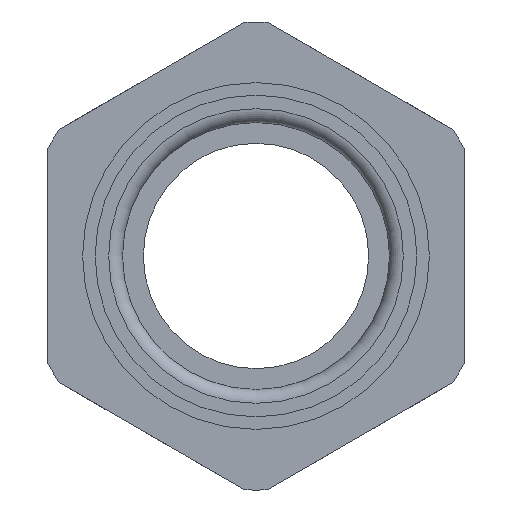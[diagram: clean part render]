
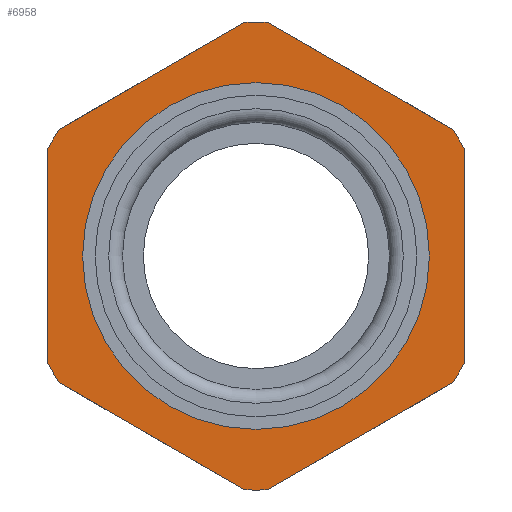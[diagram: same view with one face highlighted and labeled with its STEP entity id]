
A CAD part, front view. The second image highlights one B-rep face of the part: STEP entity #6958.
In plain terms, the highlighted planar face has unit normal (0, -1, 0).
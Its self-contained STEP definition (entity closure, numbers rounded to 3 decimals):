
#37 = DIRECTION ( 'NONE',  ( 0., -1., 0. ) ) ;
#151 = VERTEX_POINT ( 'NONE', #3657 ) ;
#173 = AXIS2_PLACEMENT_3D ( 'NONE', #2031, #5232, #2459 ) ;
#208 = AXIS2_PLACEMENT_3D ( 'NONE', #1660, #37, #6013 ) ;
#295 = CARTESIAN_POINT ( 'NONE',  ( 12., -6.35, 6.185 ) ) ;
#304 = ORIENTED_EDGE ( 'NONE', *, *, #4180, .T. ) ;
#349 = EDGE_LOOP ( 'NONE', ( #1558 ) ) ;
#423 = DIRECTION ( 'NONE',  ( 0., 0., -1. ) ) ;
#437 = CIRCLE ( 'NONE', #208, 13.5 ) ;
#497 = DIRECTION ( 'NONE',  ( 0., -1., 0. ) ) ;
#633 = CARTESIAN_POINT ( 'NONE',  ( -12., -6.35, 6.185 ) ) ;
#718 = CARTESIAN_POINT ( 'NONE',  ( 0., -6.35, 0. ) ) ;
#745 = VERTEX_POINT ( 'NONE', #633 ) ;
#854 = VERTEX_POINT ( 'NONE', #2925 ) ;
#861 = VERTEX_POINT ( 'NONE', #4968 ) ;
#878 = VERTEX_POINT ( 'NONE', #3469 ) ;
#915 = ORIENTED_EDGE ( 'NONE', *, *, #3612, .T. ) ;
#923 = DIRECTION ( 'NONE',  ( 0., -1., 0. ) ) ;
#1008 = CARTESIAN_POINT ( 'NONE',  ( 0., -6.35, 0. ) ) ;
#1018 = ORIENTED_EDGE ( 'NONE', *, *, #4565, .T. ) ;
#1094 = AXIS2_PLACEMENT_3D ( 'NONE', #718, #3278, #3437 ) ;
#1097 = FACE_BOUND ( 'NONE', #349, .T. ) ;
#1164 = DIRECTION ( 'NONE',  ( 0.866, 0., -0.5 ) ) ;
#1199 = VERTEX_POINT ( 'NONE', #5474 ) ;
#1318 = CIRCLE ( 'NONE', #4695, 13.5 ) ;
#1332 = VECTOR ( 'NONE', #4120, 1000. ) ;
#1335 = DIRECTION ( 'NONE',  ( 0., 0., -1. ) ) ;
#1442 = AXIS2_PLACEMENT_3D ( 'NONE', #3779, #6584, #5407 ) ;
#1522 = ORIENTED_EDGE ( 'NONE', *, *, #3579, .T. ) ;
#1558 = ORIENTED_EDGE ( 'NONE', *, *, #2586, .F. ) ;
#1660 = CARTESIAN_POINT ( 'NONE',  ( 0., -6.35, 0. ) ) ;
#1754 = AXIS2_PLACEMENT_3D ( 'NONE', #3282, #497, #2643 ) ;
#1868 = VERTEX_POINT ( 'NONE', #295 ) ;
#1883 = CARTESIAN_POINT ( 'NONE',  ( 12., -6.35, -6.185 ) ) ;
#1954 = LINE ( 'NONE', #6786, #1332 ) ;
#1999 = LINE ( 'NONE', #3034, #5254 ) ;
#2031 = CARTESIAN_POINT ( 'NONE',  ( 0., -6.35, 0. ) ) ;
#2078 = EDGE_LOOP ( 'NONE', ( #5185, #3781, #4658, #3817, #915, #1522, #4875, #6072, #5450, #5404, #1018, #304 ) ) ;
#2111 = CARTESIAN_POINT ( 'NONE',  ( 0., -6.35, 13.856 ) ) ;
#2376 = DIRECTION ( 'NONE',  ( 0., -1., 0. ) ) ;
#2406 = CARTESIAN_POINT ( 'NONE',  ( 0., -6.35, 0. ) ) ;
#2426 = EDGE_CURVE ( 'NONE', #2937, #2684, #3443, .T. ) ;
#2459 = DIRECTION ( 'NONE',  ( 0., 0., -1. ) ) ;
#2586 = EDGE_CURVE ( 'NONE', #1199, #1199, #3226, .T. ) ;
#2643 = DIRECTION ( 'NONE',  ( 0., 0., 1. ) ) ;
#2684 = VERTEX_POINT ( 'NONE', #1883 ) ;
#2925 = CARTESIAN_POINT ( 'NONE',  ( -11.356, -6.35, 7.3 ) ) ;
#2937 = VERTEX_POINT ( 'NONE', #3017 ) ;
#2971 = DIRECTION ( 'NONE',  ( -0.866, 0., -0.5 ) ) ;
#2996 = EDGE_CURVE ( 'NONE', #861, #3025, #1318, .T. ) ;
#3017 = CARTESIAN_POINT ( 'NONE',  ( 11.356, -6.35, -7.3 ) ) ;
#3025 = VERTEX_POINT ( 'NONE', #5144 ) ;
#3034 = CARTESIAN_POINT ( 'NONE',  ( -12., -6.35, -6.928 ) ) ;
#3098 = LINE ( 'NONE', #3675, #5067 ) ;
#3109 = VERTEX_POINT ( 'NONE', #3663 ) ;
#3226 = CIRCLE ( 'NONE', #1754, 9.28 ) ;
#3227 = CIRCLE ( 'NONE', #1094, 13.5 ) ;
#3235 = CARTESIAN_POINT ( 'NONE',  ( 0., -6.35, -13.856 ) ) ;
#3278 = DIRECTION ( 'NONE',  ( 0., -1., 0. ) ) ;
#3282 = CARTESIAN_POINT ( 'NONE',  ( 0., -6.35, 0. ) ) ;
#3349 = EDGE_CURVE ( 'NONE', #4087, #878, #5992, .T. ) ;
#3362 = EDGE_CURVE ( 'NONE', #3025, #854, #5632, .T. ) ;
#3437 = DIRECTION ( 'NONE',  ( 0., 0., -1. ) ) ;
#3443 = CIRCLE ( 'NONE', #173, 13.5 ) ;
#3446 = CIRCLE ( 'NONE', #5593, 13.5 ) ;
#3469 = CARTESIAN_POINT ( 'NONE',  ( -0.644, -6.35, -13.485 ) ) ;
#3579 = EDGE_CURVE ( 'NONE', #151, #4087, #3446, .T. ) ;
#3612 = EDGE_CURVE ( 'NONE', #745, #151, #1999, .T. ) ;
#3657 = CARTESIAN_POINT ( 'NONE',  ( -12., -6.35, -6.185 ) ) ;
#3663 = CARTESIAN_POINT ( 'NONE',  ( 0.644, -6.35, -13.485 ) ) ;
#3675 = CARTESIAN_POINT ( 'NONE',  ( 12., -6.35, 6.928 ) ) ;
#3698 = EDGE_CURVE ( 'NONE', #4892, #861, #3757, .T. ) ;
#3757 = LINE ( 'NONE', #2111, #3902 ) ;
#3779 = CARTESIAN_POINT ( 'NONE',  ( -13.5, -6.35, 0. ) ) ;
#3781 = ORIENTED_EDGE ( 'NONE', *, *, #2996, .T. ) ;
#3817 = ORIENTED_EDGE ( 'NONE', *, *, #4644, .T. ) ;
#3902 = VECTOR ( 'NONE', #5897, 1000. ) ;
#3914 = PLANE ( 'NONE',  #1442 ) ;
#4087 = VERTEX_POINT ( 'NONE', #5583 ) ;
#4120 = DIRECTION ( 'NONE',  ( 0.866, 0., 0.5 ) ) ;
#4180 = EDGE_CURVE ( 'NONE', #1868, #4892, #3227, .T. ) ;
#4252 = DIRECTION ( 'NONE',  ( 0., 0., -1. ) ) ;
#4352 = VECTOR ( 'NONE', #2971, 1000. ) ;
#4504 = CIRCLE ( 'NONE', #6836, 13.5 ) ;
#4565 = EDGE_CURVE ( 'NONE', #2684, #1868, #3098, .T. ) ;
#4601 = CARTESIAN_POINT ( 'NONE',  ( 11.356, -6.35, 7.3 ) ) ;
#4644 = EDGE_CURVE ( 'NONE', #854, #745, #4504, .T. ) ;
#4658 = ORIENTED_EDGE ( 'NONE', *, *, #3362, .T. ) ;
#4695 = AXIS2_PLACEMENT_3D ( 'NONE', #2406, #2376, #1335 ) ;
#4773 = DIRECTION ( 'NONE',  ( 0., 0., 1. ) ) ;
#4875 = ORIENTED_EDGE ( 'NONE', *, *, #3349, .T. ) ;
#4892 = VERTEX_POINT ( 'NONE', #4601 ) ;
#4968 = CARTESIAN_POINT ( 'NONE',  ( 0.644, -6.35, 13.485 ) ) ;
#5067 = VECTOR ( 'NONE', #4773, 1000. ) ;
#5144 = CARTESIAN_POINT ( 'NONE',  ( -0.644, -6.35, 13.485 ) ) ;
#5185 = ORIENTED_EDGE ( 'NONE', *, *, #3698, .T. ) ;
#5232 = DIRECTION ( 'NONE',  ( 0., -1., 0. ) ) ;
#5254 = VECTOR ( 'NONE', #423, 1000. ) ;
#5258 = EDGE_CURVE ( 'NONE', #878, #3109, #437, .T. ) ;
#5266 = CARTESIAN_POINT ( 'NONE',  ( 0., -6.35, 0. ) ) ;
#5327 = DIRECTION ( 'NONE',  ( 0., -1., 0. ) ) ;
#5384 = VECTOR ( 'NONE', #1164, 1000. ) ;
#5404 = ORIENTED_EDGE ( 'NONE', *, *, #2426, .T. ) ;
#5407 = DIRECTION ( 'NONE',  ( 0., 0., 1. ) ) ;
#5450 = ORIENTED_EDGE ( 'NONE', *, *, #6821, .T. ) ;
#5474 = CARTESIAN_POINT ( 'NONE',  ( 0., -6.35, 9.28 ) ) ;
#5583 = CARTESIAN_POINT ( 'NONE',  ( -11.356, -6.35, -7.3 ) ) ;
#5593 = AXIS2_PLACEMENT_3D ( 'NONE', #5266, #923, #6250 ) ;
#5632 = LINE ( 'NONE', #6191, #4352 ) ;
#5897 = DIRECTION ( 'NONE',  ( -0.866, 0., 0.5 ) ) ;
#5958 = FACE_OUTER_BOUND ( 'NONE', #2078, .T. ) ;
#5992 = LINE ( 'NONE', #3235, #5384 ) ;
#6013 = DIRECTION ( 'NONE',  ( 0., 0., -1. ) ) ;
#6072 = ORIENTED_EDGE ( 'NONE', *, *, #5258, .T. ) ;
#6191 = CARTESIAN_POINT ( 'NONE',  ( -12., -6.35, 6.928 ) ) ;
#6250 = DIRECTION ( 'NONE',  ( 0., 0., -1. ) ) ;
#6584 = DIRECTION ( 'NONE',  ( 0., 1., 0. ) ) ;
#6786 = CARTESIAN_POINT ( 'NONE',  ( 12., -6.35, -6.928 ) ) ;
#6821 = EDGE_CURVE ( 'NONE', #3109, #2937, #1954, .T. ) ;
#6836 = AXIS2_PLACEMENT_3D ( 'NONE', #1008, #5327, #4252 ) ;
#6958 = ADVANCED_FACE ( 'NONE', ( #1097, #5958 ), #3914, .F. ) ;
